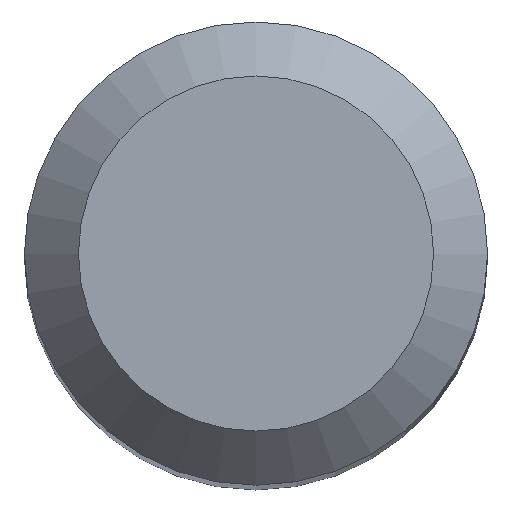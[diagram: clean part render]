
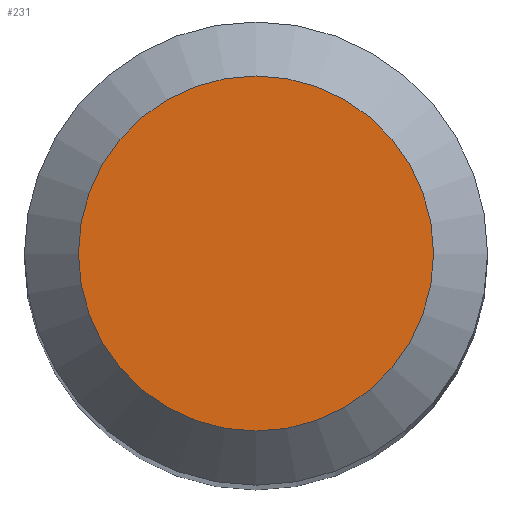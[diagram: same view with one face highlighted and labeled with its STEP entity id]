
A CAD part, top view. The second image highlights one B-rep face of the part: STEP entity #231.
In plain terms, the highlighted planar face has unit normal (0, 0, 1).
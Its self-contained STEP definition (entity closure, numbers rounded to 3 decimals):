
#14 = AXIS2_PLACEMENT_3D ( 'NONE', #64, #206, #25 ) ;
#25 = DIRECTION ( 'NONE',  ( 0., 1., 0. ) ) ;
#42 = VERTEX_POINT ( 'NONE', #233 ) ;
#57 = ORIENTED_EDGE ( 'NONE', *, *, #149, .F. ) ;
#64 = CARTESIAN_POINT ( 'NONE',  ( 0., 0., 62. ) ) ;
#66 = DIRECTION ( 'NONE',  ( 0., 0., -1. ) ) ;
#101 = CIRCLE ( 'NONE', #228, 2.3 ) ;
#122 = EDGE_LOOP ( 'NONE', ( #57 ) ) ;
#133 = PLANE ( 'NONE',  #14 ) ;
#149 = EDGE_CURVE ( 'NONE', #42, #42, #101, .T. ) ;
#151 = FACE_OUTER_BOUND ( 'NONE', #122, .T. ) ;
#153 = DIRECTION ( 'NONE',  ( 0., 1., 0. ) ) ;
#206 = DIRECTION ( 'NONE',  ( 0., 0., -1. ) ) ;
#228 = AXIS2_PLACEMENT_3D ( 'NONE', #245, #66, #153 ) ;
#231 = ADVANCED_FACE ( 'NONE', ( #151 ), #133, .F. ) ;
#233 = CARTESIAN_POINT ( 'NONE',  ( 0., 2.3, 62. ) ) ;
#245 = CARTESIAN_POINT ( 'NONE',  ( 0., 0., 62. ) ) ;
